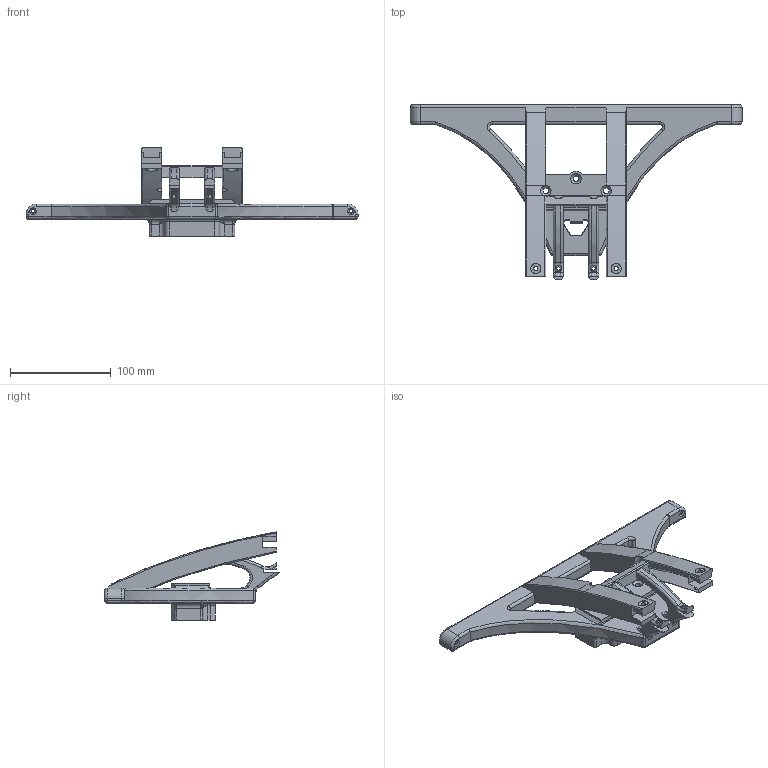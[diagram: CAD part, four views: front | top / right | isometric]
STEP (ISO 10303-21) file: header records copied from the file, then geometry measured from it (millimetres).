
FILE_DESCRIPTION(/* description */ ('Unknown'),/* implementation_level */ '2;1');
FILE_NAME(/* name */ 'Bodymount_hinten_2',/* time_stamp */ '2024-02-06T14:23:23+01:00',/* author */ ('Unknown'),/* organization */ ('Unknown'),/* preprocessor_version */ 'ST-DEVELOPER v18.102',/* originating_system */ 'Solid Edge',/* authorisation */ 'Unknown');
FILE_SCHEMA (('AUTOMOTIVE_DESIGN {1 0 10303 214 3 1 1}'));
Length unit declared in the file: millimetre
Products named in the file (1): Bodymount_hinten_2
Bounding box: 330 x 173.75 x 87.83 mm (x, y, z)
Volume: 455768.7 mm3; surface area: 92926.7 mm2
Topology: 1 solids, 1 shells, 355 faces, 948 edges, 580 vertices
Faces by surface type: cylinder 107, plane 102, bspline 85, torus 48, sphere 8, cone 5
Full cylindrical faces by diameter (mm): 1.5 x6, 3.6 x6, 4.134 x4, 5.8 x3, 6.5 x2, 12 x2
Entity records: 12338 total; most frequent: CARTESIAN_POINT 4198, ORIENTED_EDGE 1790, DIRECTION 1517, EDGE_CURVE 895, AXIS2_PLACEMENT_3D 582, VERTEX_POINT 565, EDGE_LOOP 426, FACE_BOUND 426
